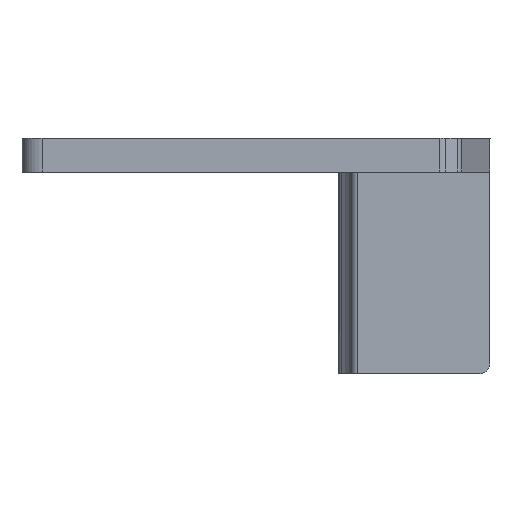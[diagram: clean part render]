
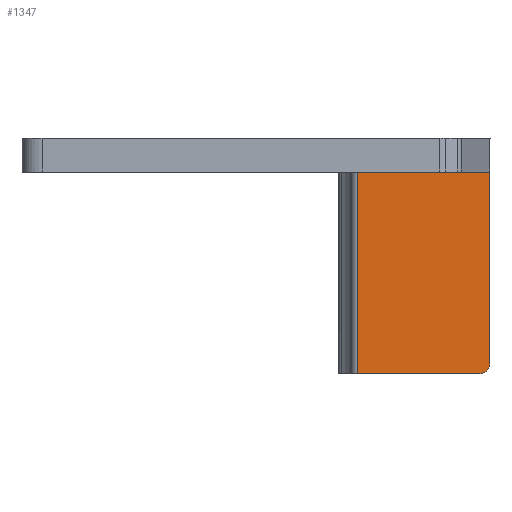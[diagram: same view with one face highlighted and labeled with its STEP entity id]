
A CAD part, left-side view. The second image highlights one B-rep face of the part: STEP entity #1347.
In plain terms, the highlighted face is planar.
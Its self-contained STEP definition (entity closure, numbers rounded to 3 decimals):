
#26=PLANE('',#1453);
#90=FACE_OUTER_BOUND('',#165,.T.);
#165=EDGE_LOOP('',(#969,#970,#971,#972,#973,#974,#975));
#242=CIRCLE('',#1449,1.5);
#346=LINE('',#3905,#455);
#347=LINE('',#3909,#456);
#348=LINE('',#3911,#457);
#349=LINE('',#3913,#458);
#350=LINE('',#3915,#459);
#351=LINE('',#3916,#460);
#455=VECTOR('',#1644,10.);
#456=VECTOR('',#1649,10.);
#457=VECTOR('',#1650,10.);
#458=VECTOR('',#1651,10.);
#459=VECTOR('',#1652,10.);
#460=VECTOR('',#1653,1.);
#591=VERTEX_POINT('',#3896);
#592=VERTEX_POINT('',#3898);
#593=VERTEX_POINT('',#3904);
#594=VERTEX_POINT('',#3908);
#595=VERTEX_POINT('',#3910);
#596=VERTEX_POINT('',#3912);
#597=VERTEX_POINT('',#3914);
#736=EDGE_CURVE('',#591,#592,#242,.T.);
#739=EDGE_CURVE('',#592,#593,#346,.T.);
#741=EDGE_CURVE('',#591,#594,#347,.T.);
#742=EDGE_CURVE('',#594,#595,#348,.T.);
#743=EDGE_CURVE('',#595,#596,#349,.T.);
#744=EDGE_CURVE('',#596,#597,#350,.T.);
#745=EDGE_CURVE('',#593,#597,#351,.T.);
#969=ORIENTED_EDGE('',*,*,#736,.F.);
#970=ORIENTED_EDGE('',*,*,#741,.T.);
#971=ORIENTED_EDGE('',*,*,#742,.T.);
#972=ORIENTED_EDGE('',*,*,#743,.T.);
#973=ORIENTED_EDGE('',*,*,#744,.T.);
#974=ORIENTED_EDGE('',*,*,#745,.F.);
#975=ORIENTED_EDGE('',*,*,#739,.F.);
#1347=ADVANCED_FACE('',(#90),#26,.F.);
#1449=AXIS2_PLACEMENT_3D('',#3899,#1636,#1637);
#1453=AXIS2_PLACEMENT_3D('',#3907,#1647,#1648);
#1636=DIRECTION('center_axis',(0.,-1.,0.));
#1637=DIRECTION('ref_axis',(-0.707,0.,-0.707));
#1644=DIRECTION('',(1.,0.,0.));
#1647=DIRECTION('center_axis',(0.,-1.,0.));
#1648=DIRECTION('ref_axis',(0.,0.,-1.));
#1649=DIRECTION('',(0.,0.,1.));
#1650=DIRECTION('',(1.,0.,0.));
#1651=DIRECTION('',(1.,0.,0.));
#1652=DIRECTION('',(1.,0.,0.));
#1653=DIRECTION('',(0.,0.,1.));
#3896=CARTESIAN_POINT('',(272.568,379.779,85.998));
#3898=CARTESIAN_POINT('',(274.068,379.779,84.497));
#3899=CARTESIAN_POINT('Origin',(274.068,379.779,85.997));
#3904=CARTESIAN_POINT('',(292.247,379.779,84.497));
#3905=CARTESIAN_POINT('',(295.486,379.779,84.497));
#3907=CARTESIAN_POINT('Origin',(284.068,379.779,124.497));
#3908=CARTESIAN_POINT('',(272.568,379.779,114.498));
#3909=CARTESIAN_POINT('',(272.568,379.779,121.997));
#3910=CARTESIAN_POINT('',(283.493,379.78,114.497));
#3911=CARTESIAN_POINT('',(302.135,379.779,114.497));
#3912=CARTESIAN_POINT('',(289.192,379.78,114.497));
#3913=CARTESIAN_POINT('',(302.135,379.779,114.497));
#3914=CARTESIAN_POINT('',(292.248,379.779,114.497));
#3915=CARTESIAN_POINT('',(302.135,379.779,114.497));
#3916=CARTESIAN_POINT('',(292.247,379.779,84.497));
